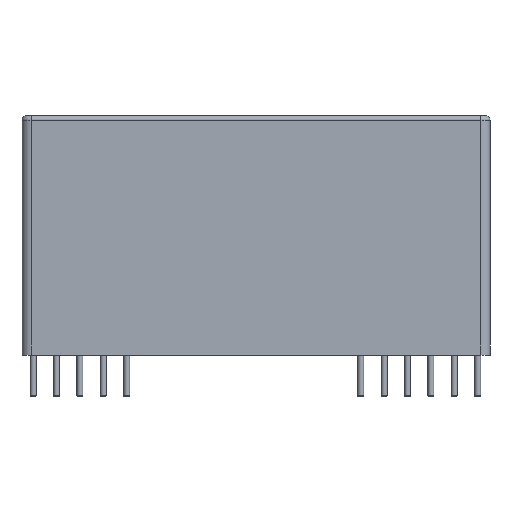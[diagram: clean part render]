
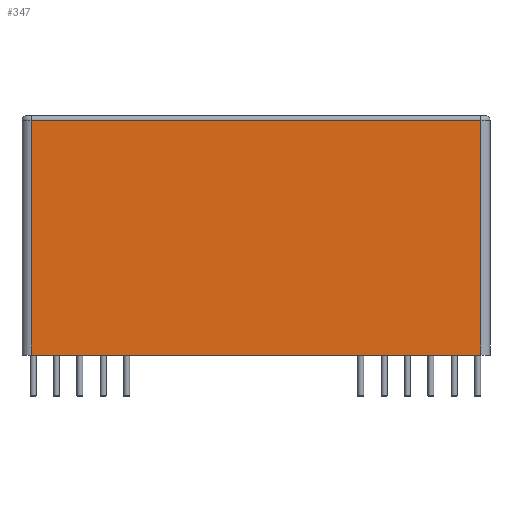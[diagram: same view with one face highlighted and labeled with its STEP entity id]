
A CAD part, left-side view. The second image highlights one B-rep face of the part: STEP entity #347.
In plain terms, the highlighted planar face has unit normal (-1, 0, 0).
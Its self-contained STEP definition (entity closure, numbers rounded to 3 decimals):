
#13=DIRECTION('',(0.,0.,1.));
#99=DIRECTION('',(-1.,0.,0.));
#102=VERTEX_POINT('',#103);
#103=CARTESIAN_POINT('',(-4.,-48.6,0.1));
#108=EDGE_CURVE('',#102,#109,#111,.T.);
#109=VERTEX_POINT('',#110);
#110=CARTESIAN_POINT('',(-4.,0.2,0.1));
#111=LINE('',#112,#113);
#112=CARTESIAN_POINT('',(-4.,-49.6,0.1));
#113=VECTOR('',#114,1.);
#114=DIRECTION('',(0.,1.,0.));
#238=VECTOR('',#13,1.);
#318=ORIENTED_EDGE('',*,*,#319,.F.);
#319=EDGE_CURVE('',#109,#320,#322,.T.);
#320=VERTEX_POINT('',#321);
#321=CARTESIAN_POINT('',(-4.,0.2,25.6));
#322=LINE('',#110,#238);
#335=ORIENTED_EDGE('',*,*,#336,.T.);
#336=EDGE_CURVE('',#102,#337,#339,.T.);
#337=VERTEX_POINT('',#338);
#338=CARTESIAN_POINT('',(-4.,-48.6,25.6));
#339=LINE('',#103,#238);
#347=ADVANCED_FACE('',(#348),#354,.T.);
#348=FACE_BOUND('',#349,.T.);
#349=EDGE_LOOP('',(#318,#350,#335,#351));
#350=ORIENTED_EDGE('',*,*,#108,.F.);
#351=ORIENTED_EDGE('',*,*,#352,.T.);
#352=EDGE_CURVE('',#337,#320,#353,.T.);
#353=LINE('',#338,#113);
#354=PLANE('',#355);
#355=AXIS2_PLACEMENT_3D('',#112,#99,#114);
